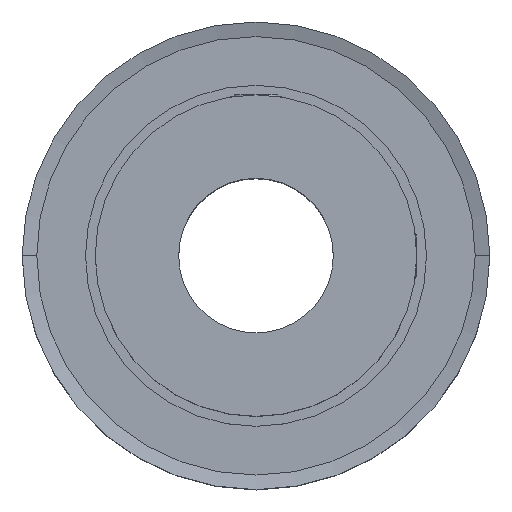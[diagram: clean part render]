
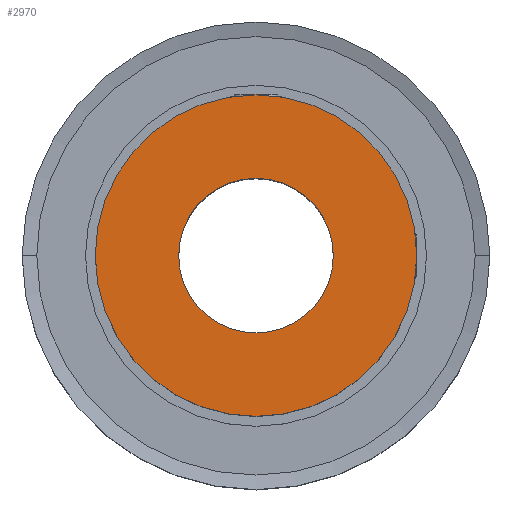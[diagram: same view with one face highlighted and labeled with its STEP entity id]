
A CAD part, top view. The second image highlights one B-rep face of the part: STEP entity #2970.
In plain terms, the highlighted planar face has unit normal (0, 0, 1).
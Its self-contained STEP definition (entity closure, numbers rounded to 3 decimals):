
#69 = CARTESIAN_POINT ( 'NONE',  ( 0., 0., 34. ) ) ;
#77 = CARTESIAN_POINT ( 'NONE',  ( -16.5, 0., 34. ) ) ;
#105 = EDGE_CURVE ( 'NONE', #1766, #3800, #4482, .T. ) ;
#115 = VERTEX_POINT ( 'NONE', #7206 ) ;
#369 = ORIENTED_EDGE ( 'NONE', *, *, #5388, .T. ) ;
#566 = DIRECTION ( 'NONE',  ( 0., 0., 1. ) ) ;
#730 = AXIS2_PLACEMENT_3D ( 'NONE', #69, #2933, #5220 ) ;
#937 = CARTESIAN_POINT ( 'NONE',  ( 0., 0., 34. ) ) ;
#1119 = EDGE_CURVE ( 'NONE', #3800, #1766, #2923, .T. ) ;
#1766 = VERTEX_POINT ( 'NONE', #6148 ) ;
#1885 = DIRECTION ( 'NONE',  ( 0., 0., 1. ) ) ;
#2129 = DIRECTION ( 'NONE',  ( 1., 0., 0. ) ) ;
#2318 = FACE_OUTER_BOUND ( 'NONE', #3686, .T. ) ;
#2447 = CARTESIAN_POINT ( 'NONE',  ( 0., 0., 34. ) ) ;
#2634 = DIRECTION ( 'NONE',  ( 1., 0., 0. ) ) ;
#2676 = CARTESIAN_POINT ( 'NONE',  ( 0., 0., 34. ) ) ;
#2759 = CIRCLE ( 'NONE', #4892, 16.5 ) ;
#2767 = DIRECTION ( 'NONE',  ( 1., 0., 0. ) ) ;
#2923 = CIRCLE ( 'NONE', #4959, 7.938 ) ;
#2933 = DIRECTION ( 'NONE',  ( 0., 0., 1. ) ) ;
#2970 = ADVANCED_FACE ( 'NONE', ( #5186, #2318 ), #6724, .T. ) ;
#3098 = ORIENTED_EDGE ( 'NONE', *, *, #105, .F. ) ;
#3136 = EDGE_LOOP ( 'NONE', ( #3098, #3676 ) ) ;
#3676 = ORIENTED_EDGE ( 'NONE', *, *, #1119, .F. ) ;
#3686 = EDGE_LOOP ( 'NONE', ( #7365, #369 ) ) ;
#3800 = VERTEX_POINT ( 'NONE', #5804 ) ;
#3929 = AXIS2_PLACEMENT_3D ( 'NONE', #937, #5524, #2129 ) ;
#4156 = DIRECTION ( 'NONE',  ( 1., 0., 0. ) ) ;
#4482 = CIRCLE ( 'NONE', #5083, 7.938 ) ;
#4892 = AXIS2_PLACEMENT_3D ( 'NONE', #2676, #7183, #2634 ) ;
#4959 = AXIS2_PLACEMENT_3D ( 'NONE', #2447, #1885, #4156 ) ;
#5083 = AXIS2_PLACEMENT_3D ( 'NONE', #6681, #566, #2767 ) ;
#5179 = VERTEX_POINT ( 'NONE', #77 ) ;
#5186 = FACE_BOUND ( 'NONE', #3136, .T. ) ;
#5220 = DIRECTION ( 'NONE',  ( 1., 0., 0. ) ) ;
#5388 = EDGE_CURVE ( 'NONE', #115, #5179, #7126, .T. ) ;
#5524 = DIRECTION ( 'NONE',  ( 0., 0., 1. ) ) ;
#5804 = CARTESIAN_POINT ( 'NONE',  ( -7.938, 0., 34. ) ) ;
#6148 = CARTESIAN_POINT ( 'NONE',  ( 7.938, 0., 34. ) ) ;
#6590 = EDGE_CURVE ( 'NONE', #5179, #115, #2759, .T. ) ;
#6681 = CARTESIAN_POINT ( 'NONE',  ( 0., 0., 34. ) ) ;
#6724 = PLANE ( 'NONE',  #730 ) ;
#7126 = CIRCLE ( 'NONE', #3929, 16.5 ) ;
#7183 = DIRECTION ( 'NONE',  ( 0., 0., 1. ) ) ;
#7206 = CARTESIAN_POINT ( 'NONE',  ( 16.5, 0., 34. ) ) ;
#7365 = ORIENTED_EDGE ( 'NONE', *, *, #6590, .T. ) ;
